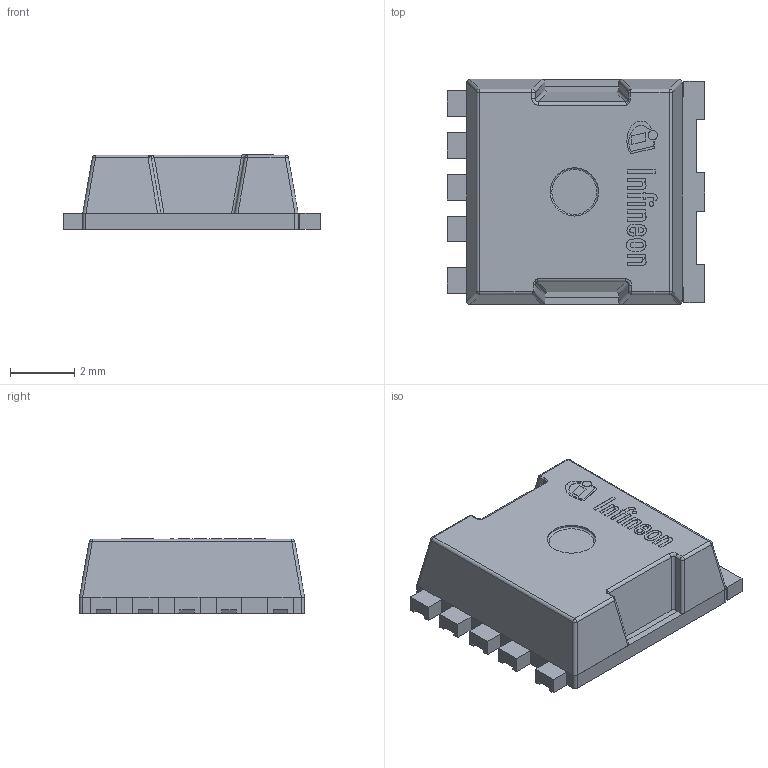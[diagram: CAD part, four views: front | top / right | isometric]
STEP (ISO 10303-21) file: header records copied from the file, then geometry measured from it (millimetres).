
FILE_DESCRIPTION(/* description */ (''),/* implementation_level */ '2;1');
FILE_NAME(/* name */ 'PG-HSOF-5-4_Z8B00184791_V02_3D.stp',/* time_stamp */ '2019-05-30T10:21:20+06:00',/* author */ ('janartha'),/* organization */ (''),/* preprocessor_version */ 'ST-DEVELOPER v16.13',/* originating_system */ 'AutoCAD Mechanical',/* authorisation */ '');
FILE_SCHEMA (('AUTOMOTIVE_DESIGN { 1 0 10303 214 3 1 1 }'));
Length unit declared in the file: millimetre
Products named in the file (1): Product
Bounding box: 8 x 7 x 2.31 mm (x, y, z)
Volume: 99.4 mm3; surface area: 286.7 mm2
Topology: 20 solids, 20 shells, 303 faces, 755 edges, 489 vertices
Faces by surface type: plane 235, bspline 32, cylinder 29, sphere 6, torus 1
Full cylindrical faces by diameter (mm): 0.142 x1, 0.287 x1, 1.5 x1
Entity records: 9294 total; most frequent: CARTESIAN_POINT 2238, ORIENTED_EDGE 1494, DIRECTION 1328, EDGE_CURVE 747, LINE 630, VECTOR 630, VERTEX_POINT 489, AXIS2_PLACEMENT_3D 349
